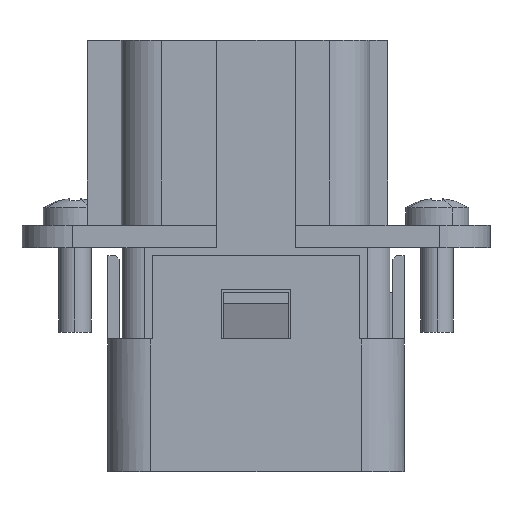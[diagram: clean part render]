
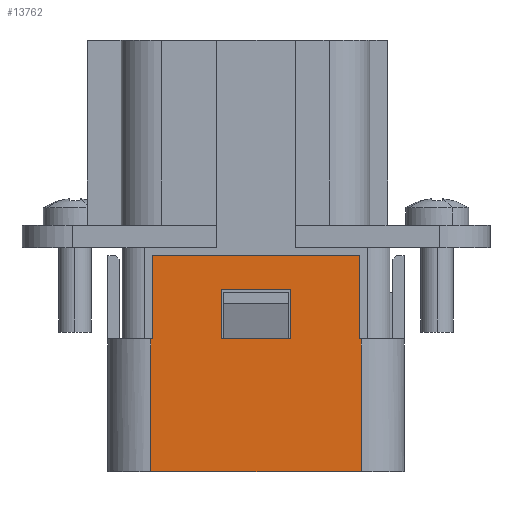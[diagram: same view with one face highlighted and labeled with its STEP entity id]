
A CAD part, left-side view. The second image highlights one B-rep face of the part: STEP entity #13762.
In plain terms, the highlighted planar face has unit normal (-1, 0, 0).
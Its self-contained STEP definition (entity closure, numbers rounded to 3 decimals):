
#13720=AXIS2_PLACEMENT_3D('Plane Axis2P3D',#13717,#13718,#13719) ;
#8669=CARTESIAN_POINT('Vertex',(0.225,30.175,11.8)) ;
#8674=CARTESIAN_POINT('Line Origine',(0.225,30.075,11.8)) ;
#8678=CARTESIAN_POINT('Vertex',(0.225,29.975,11.8)) ;
#8766=CARTESIAN_POINT('Line Origine',(0.225,29.975,15.5)) ;
#8770=CARTESIAN_POINT('Vertex',(0.225,29.975,19.2)) ;
#8790=CARTESIAN_POINT('Vertex',(0.225,11.625,19.2)) ;
#8795=CARTESIAN_POINT('Line Origine',(0.225,11.625,15.5)) ;
#8799=CARTESIAN_POINT('Vertex',(0.225,11.625,11.8)) ;
#8841=CARTESIAN_POINT('Vertex',(0.225,17.7,11.8)) ;
#8844=CARTESIAN_POINT('Line Origine',(0.225,17.7,14.)) ;
#8848=CARTESIAN_POINT('Vertex',(0.225,17.7,16.2)) ;
#8867=CARTESIAN_POINT('Vertex',(0.225,23.9,11.8)) ;
#8870=CARTESIAN_POINT('Line Origine',(0.225,20.8,11.8)) ;
#8886=CARTESIAN_POINT('Vertex',(0.225,23.9,16.2)) ;
#8889=CARTESIAN_POINT('Line Origine',(0.225,23.9,14.)) ;
#8901=CARTESIAN_POINT('Line Origine',(0.225,20.8,16.2)) ;
#8968=CARTESIAN_POINT('Vertex',(0.225,11.425,11.8)) ;
#8976=CARTESIAN_POINT('Line Origine',(0.225,11.525,11.8)) ;
#13717=CARTESIAN_POINT('Axis2P3D Location',(0.225,7.625,0.)) ;
#13722=CARTESIAN_POINT('Line Origine',(0.225,30.175,5.9)) ;
#13726=CARTESIAN_POINT('Vertex',(0.225,30.175,0.)) ;
#13729=CARTESIAN_POINT('Line Origine',(0.225,20.8,0.)) ;
#13733=CARTESIAN_POINT('Vertex',(0.225,11.425,0.)) ;
#13736=CARTESIAN_POINT('Line Origine',(0.225,11.425,5.9)) ;
#13741=CARTESIAN_POINT('Line Origine',(0.225,20.8,19.2)) ;
#8675=DIRECTION('Vector Direction',(0.,1.,0.)) ;
#8767=DIRECTION('Vector Direction',(0.,0.,-1.)) ;
#8796=DIRECTION('Vector Direction',(0.,0.,-1.)) ;
#8845=DIRECTION('Vector Direction',(0.,0.,1.)) ;
#8871=DIRECTION('Vector Direction',(0.,1.,0.)) ;
#8890=DIRECTION('Vector Direction',(0.,0.,-1.)) ;
#8902=DIRECTION('Vector Direction',(0.,-1.,0.)) ;
#8977=DIRECTION('Vector Direction',(0.,1.,0.)) ;
#13718=DIRECTION('Axis2P3D Direction',(1.,0.,0.)) ;
#13719=DIRECTION('Axis2P3D XDirection',(0.,1.,0.)) ;
#13723=DIRECTION('Vector Direction',(0.,0.,1.)) ;
#13730=DIRECTION('Vector Direction',(0.,1.,0.)) ;
#13737=DIRECTION('Vector Direction',(0.,0.,1.)) ;
#13742=DIRECTION('Vector Direction',(0.,1.,0.)) ;
#8676=VECTOR('Line Direction',#8675,1.) ;
#8768=VECTOR('Line Direction',#8767,1.) ;
#8797=VECTOR('Line Direction',#8796,1.) ;
#8846=VECTOR('Line Direction',#8845,1.) ;
#8872=VECTOR('Line Direction',#8871,1.) ;
#8891=VECTOR('Line Direction',#8890,1.) ;
#8903=VECTOR('Line Direction',#8902,1.) ;
#8978=VECTOR('Line Direction',#8977,1.) ;
#13724=VECTOR('Line Direction',#13723,1.) ;
#13731=VECTOR('Line Direction',#13730,1.) ;
#13738=VECTOR('Line Direction',#13737,1.) ;
#13743=VECTOR('Line Direction',#13742,1.) ;
#13747=ORIENTED_EDGE('',*,*,#13728,.F.) ;
#13748=ORIENTED_EDGE('',*,*,#13735,.T.) ;
#13749=ORIENTED_EDGE('',*,*,#13740,.T.) ;
#13750=ORIENTED_EDGE('',*,*,#8980,.T.) ;
#13751=ORIENTED_EDGE('',*,*,#8801,.F.) ;
#13752=ORIENTED_EDGE('',*,*,#13745,.F.) ;
#13753=ORIENTED_EDGE('',*,*,#8772,.T.) ;
#13754=ORIENTED_EDGE('',*,*,#8680,.T.) ;
#13757=ORIENTED_EDGE('',*,*,#8850,.F.) ;
#13758=ORIENTED_EDGE('',*,*,#8874,.F.) ;
#13759=ORIENTED_EDGE('',*,*,#8893,.F.) ;
#13760=ORIENTED_EDGE('',*,*,#8905,.F.) ;
#13761=FACE_BOUND('',#13756,.T.) ;
#13762=ADVANCED_FACE('Hauptk\X2\00F6\X0\rper',(#13755,#13761),#13721,.F.) ;
#8680=EDGE_CURVE('',#8679,#8670,#8677,.T.) ;
#8772=EDGE_CURVE('',#8771,#8679,#8769,.T.) ;
#8801=EDGE_CURVE('',#8791,#8800,#8798,.T.) ;
#8850=EDGE_CURVE('',#8842,#8849,#8847,.T.) ;
#8874=EDGE_CURVE('',#8868,#8842,#8873,.F.) ;
#8893=EDGE_CURVE('',#8887,#8868,#8892,.T.) ;
#8905=EDGE_CURVE('',#8849,#8887,#8904,.F.) ;
#8980=EDGE_CURVE('',#8969,#8800,#8979,.T.) ;
#13728=EDGE_CURVE('',#13727,#8670,#13725,.T.) ;
#13735=EDGE_CURVE('',#13727,#13734,#13732,.F.) ;
#13740=EDGE_CURVE('',#13734,#8969,#13739,.T.) ;
#13745=EDGE_CURVE('',#8771,#8791,#13744,.F.) ;
#13746=EDGE_LOOP('',(#13747,#13748,#13749,#13750,#13751,#13752,#13753,#13754)) ;
#13756=EDGE_LOOP('',(#13757,#13758,#13759,#13760)) ;
#13755=FACE_OUTER_BOUND('',#13746,.T.) ;
#8677=LINE('Line',#8674,#8676) ;
#8769=LINE('Line',#8766,#8768) ;
#8798=LINE('Line',#8795,#8797) ;
#8847=LINE('Line',#8844,#8846) ;
#8873=LINE('Line',#8870,#8872) ;
#8892=LINE('Line',#8889,#8891) ;
#8904=LINE('Line',#8901,#8903) ;
#8979=LINE('Line',#8976,#8978) ;
#13725=LINE('Line',#13722,#13724) ;
#13732=LINE('Line',#13729,#13731) ;
#13739=LINE('Line',#13736,#13738) ;
#13744=LINE('Line',#13741,#13743) ;
#13721=PLANE('',#13720) ;
#8670=VERTEX_POINT('',#8669) ;
#8679=VERTEX_POINT('',#8678) ;
#8771=VERTEX_POINT('',#8770) ;
#8791=VERTEX_POINT('',#8790) ;
#8800=VERTEX_POINT('',#8799) ;
#8842=VERTEX_POINT('',#8841) ;
#8849=VERTEX_POINT('',#8848) ;
#8868=VERTEX_POINT('',#8867) ;
#8887=VERTEX_POINT('',#8886) ;
#8969=VERTEX_POINT('',#8968) ;
#13727=VERTEX_POINT('',#13726) ;
#13734=VERTEX_POINT('',#13733) ;
